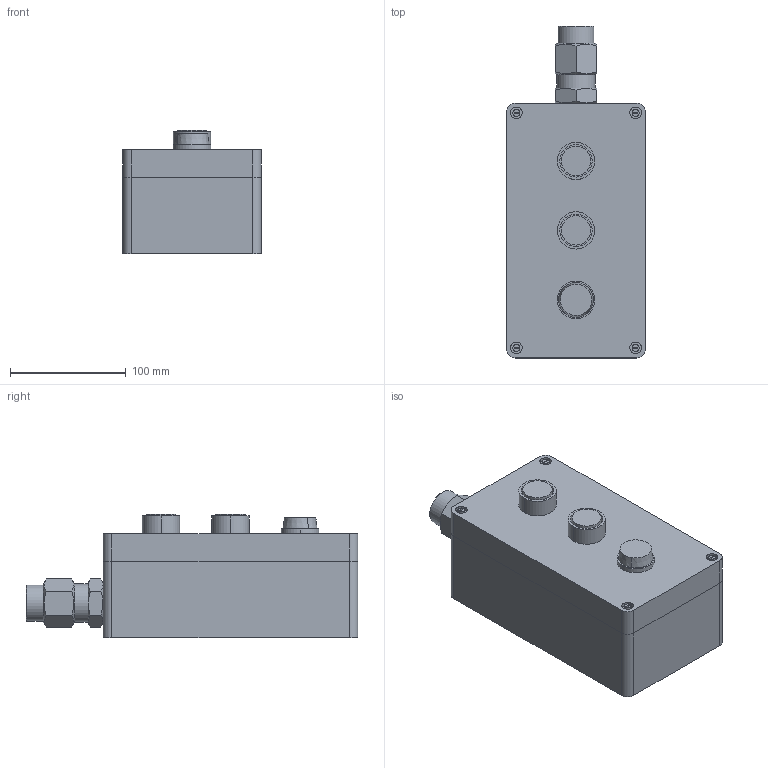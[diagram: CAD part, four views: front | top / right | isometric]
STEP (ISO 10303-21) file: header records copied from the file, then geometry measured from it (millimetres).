
FILE_DESCRIPTION(('STEP AP214'), '1');
FILE_NAME('ÏÊÂ ÂÇ òèï Á', '2016-07-21T12:23:56', ('User'), (''), 'ASCON STEP Converter 1.3', 'ASCON Math Kernel', '');
FILE_SCHEMA(('AUTOMOTIVE_DESIGN { 1 0 10303 214 3 1 1}'));
Length unit declared in the file: millimetre
Products named in the file (18): 66; 67; 68; 69; 70; 71; 72; 73; 74; 75; 76; 77; 78; 79; 80; 81; 82; 83
Assembly tree (21 placements, depth 3):
  66
    67
    68
    69
      70
      71
      72
      73
      74
      75
    76
      77
      78
    79  x2
      80
      81
      82
    83  x4
Bounding box: 120 x 286.58 x 106.74 mm (x, y, z)
Volume: 799531.3 mm3; surface area: 317243.6 mm2
Topology: 22 solids, 22 shells, 497 faces, 1216 edges, 804 vertices
Faces by surface type: plane 283, cylinder 192, cone 22
Full cylindrical faces by diameter (mm): 4 x4, 6 x4, 17 x1, 18 x3, 23 x1, 23.5 x1, 24 x2, 24.2 x1, 26 x1, 26.44 x1, 28 x3, 30 x1, 30.28 x1, 31 x1, 33.2 x1
Entity records: 14407 total; most frequent: CARTESIAN_POINT 3083, DIRECTION 2225, ORIENTED_EDGE 2028, EDGE_CURVE 1014, AXIS2_PLACEMENT_3D 812, VERTEX_POINT 669, LINE 601, VECTOR 601
